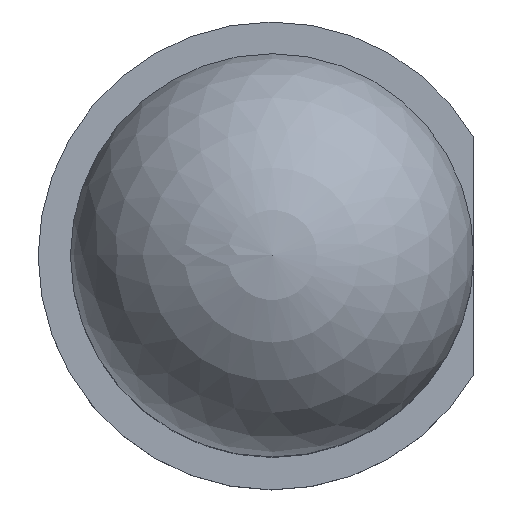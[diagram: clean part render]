
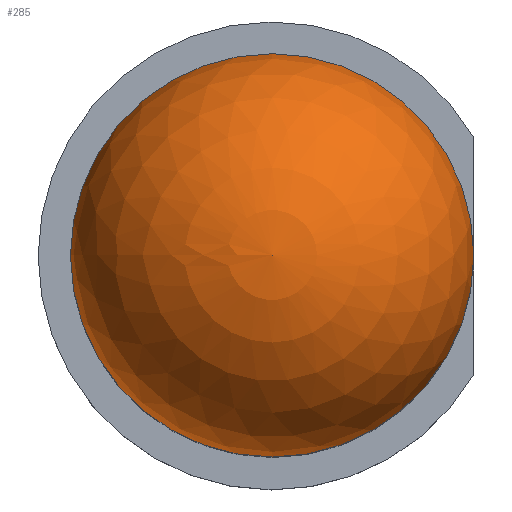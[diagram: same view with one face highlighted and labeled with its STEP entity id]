
A CAD part, top view. The second image highlights one B-rep face of the part: STEP entity #285.
In plain terms, the highlighted spherical face has radius 2.5 mm.
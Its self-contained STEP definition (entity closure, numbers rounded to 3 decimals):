
#18=CIRCLE('',#316,2.5);
#19=CIRCLE('',#317,2.5);
#24=SPHERICAL_SURFACE('',#315,2.5);
#35=FACE_OUTER_BOUND('',#51,.T.);
#51=EDGE_LOOP('',(#219,#220,#221));
#135=VERTEX_POINT('',#455);
#136=VERTEX_POINT('',#457);
#167=EDGE_CURVE('',#135,#135,#18,.T.);
#168=EDGE_CURVE('',#136,#135,#19,.T.);
#219=ORIENTED_EDGE('',*,*,#167,.T.);
#220=ORIENTED_EDGE('',*,*,#168,.F.);
#221=ORIENTED_EDGE('',*,*,#168,.T.);
#285=ADVANCED_FACE('',(#35),#24,.T.);
#315=AXIS2_PLACEMENT_3D('',#454,#373,#374);
#316=AXIS2_PLACEMENT_3D('',#456,#375,#376);
#317=AXIS2_PLACEMENT_3D('',#458,#377,#378);
#373=DIRECTION('center_axis',(0.,0.,1.));
#374=DIRECTION('ref_axis',(1.,0.,0.));
#375=DIRECTION('center_axis',(0.,0.,1.));
#376=DIRECTION('ref_axis',(1.,0.,0.));
#377=DIRECTION('center_axis',(0.,-1.,0.));
#378=DIRECTION('ref_axis',(-1.,0.,0.));
#454=CARTESIAN_POINT('Origin',(0.,0.,22.));
#455=CARTESIAN_POINT('',(-2.5,0.,22.));
#456=CARTESIAN_POINT('Origin',(0.,0.,22.));
#457=CARTESIAN_POINT('',(0.,0.,24.5));
#458=CARTESIAN_POINT('Origin',(0.,0.,22.));
